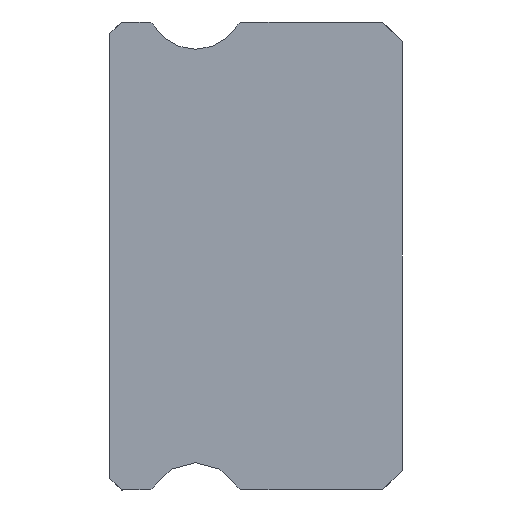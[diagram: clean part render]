
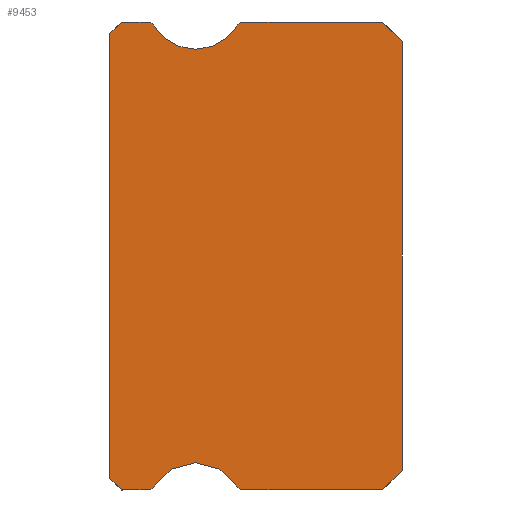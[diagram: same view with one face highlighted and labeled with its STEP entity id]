
A CAD part, left-side view. The second image highlights one B-rep face of the part: STEP entity #9453.
In plain terms, the highlighted planar face has unit normal (-1, 0, 0).
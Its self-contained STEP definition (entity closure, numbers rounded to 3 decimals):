
#63 = CIRCLE ( 'NONE', #9642, 1.25 ) ;
#228 = AXIS2_PLACEMENT_3D ( 'NONE', #6605, #533, #10339 ) ;
#341 = CARTESIAN_POINT ( 'NONE',  ( -15., 0., -5.5 ) ) ;
#392 = ORIENTED_EDGE ( 'NONE', *, *, #5702, .F. ) ;
#482 = ORIENTED_EDGE ( 'NONE', *, *, #2985, .T. ) ;
#533 = DIRECTION ( 'NONE',  ( 1., 0., 0. ) ) ;
#558 = ORIENTED_EDGE ( 'NONE', *, *, #5390, .F. ) ;
#563 = VERTEX_POINT ( 'NONE', #341 ) ;
#583 = DIRECTION ( 'NONE',  ( 0., 0., -1. ) ) ;
#707 = VERTEX_POINT ( 'NONE', #11302 ) ;
#828 = VECTOR ( 'NONE', #920, 1000. ) ;
#920 = DIRECTION ( 'NONE',  ( 0., -0.707, -0.707 ) ) ;
#1016 = VERTEX_POINT ( 'NONE', #5618 ) ;
#1075 = CIRCLE ( 'NONE', #2745, 0.15 ) ;
#1205 = ORIENTED_EDGE ( 'NONE', *, *, #1844, .F. ) ;
#1308 = VERTEX_POINT ( 'NONE', #11898 ) ;
#1362 = DIRECTION ( 'NONE',  ( 0., 0.707, -0.707 ) ) ;
#1436 = ORIENTED_EDGE ( 'NONE', *, *, #6637, .F. ) ;
#1646 = EDGE_CURVE ( 'NONE', #5659, #1016, #7976, .T. ) ;
#1653 = VECTOR ( 'NONE', #12407, 1000. ) ;
#1670 = CIRCLE ( 'NONE', #10810, 1.25 ) ;
#1724 = CARTESIAN_POINT ( 'NONE',  ( -15., 6.512, -5.85 ) ) ;
#1764 = CARTESIAN_POINT ( 'NONE',  ( -15., 7.2, -6. ) ) ;
#1844 = EDGE_CURVE ( 'NONE', #3664, #707, #63, .T. ) ;
#2052 = ORIENTED_EDGE ( 'NONE', *, *, #10809, .T. ) ;
#2102 = ORIENTED_EDGE ( 'NONE', *, *, #8547, .F. ) ;
#2112 = DIRECTION ( 'NONE',  ( 0., 1., 0. ) ) ;
#2143 = DIRECTION ( 'NONE',  ( 0., 0., 1. ) ) ;
#2210 = CARTESIAN_POINT ( 'NONE',  ( -15., 5.3, 6.55 ) ) ;
#2278 = CIRCLE ( 'NONE', #9993, 0.15 ) ;
#2365 = DIRECTION ( 'NONE',  ( 0., 0.707, -0.707 ) ) ;
#2401 = VERTEX_POINT ( 'NONE', #8141 ) ;
#2460 = VECTOR ( 'NONE', #11862, 1000. ) ;
#2496 = DIRECTION ( 'NONE',  ( 0., 0., -1. ) ) ;
#2745 = AXIS2_PLACEMENT_3D ( 'NONE', #7714, #4911, #4676 ) ;
#2752 = CARTESIAN_POINT ( 'NONE',  ( -15., 4.217, -5.925 ) ) ;
#2885 = VECTOR ( 'NONE', #2365, 1000. ) ;
#2978 = EDGE_CURVE ( 'NONE', #707, #2401, #1670, .T. ) ;
#2985 = EDGE_CURVE ( 'NONE', #563, #7301, #3405, .T. ) ;
#3018 = VERTEX_POINT ( 'NONE', #3461 ) ;
#3244 = CARTESIAN_POINT ( 'NONE',  ( -15., 7.5, 5.7 ) ) ;
#3318 = CARTESIAN_POINT ( 'NONE',  ( -15., 6.512, 5.85 ) ) ;
#3354 = VECTOR ( 'NONE', #1362, 1000. ) ;
#3405 = LINE ( 'NONE', #6182, #12451 ) ;
#3461 = CARTESIAN_POINT ( 'NONE',  ( -15., 6.383, -5.925 ) ) ;
#3554 = AXIS2_PLACEMENT_3D ( 'NONE', #3318, #3903, #4207 ) ;
#3556 = DIRECTION ( 'NONE',  ( -1., 0., 0. ) ) ;
#3614 = VERTEX_POINT ( 'NONE', #6845 ) ;
#3664 = VERTEX_POINT ( 'NONE', #10651 ) ;
#3845 = VERTEX_POINT ( 'NONE', #2752 ) ;
#3862 = EDGE_CURVE ( 'NONE', #5502, #7301, #5680, .T. ) ;
#3903 = DIRECTION ( 'NONE',  ( 1., 0., 0. ) ) ;
#4044 = LINE ( 'NONE', #9821, #2460 ) ;
#4207 = DIRECTION ( 'NONE',  ( 0., 0., -1. ) ) ;
#4301 = VECTOR ( 'NONE', #7654, 1000. ) ;
#4420 = CARTESIAN_POINT ( 'NONE',  ( -15., 6.512, -6. ) ) ;
#4477 = VERTEX_POINT ( 'NONE', #9136 ) ;
#4494 = CARTESIAN_POINT ( 'NONE',  ( -15., 5.3, -6.55 ) ) ;
#4656 = EDGE_LOOP ( 'NONE', ( #6695, #6510, #2052, #9157, #558, #392, #2102, #6623, #9362, #482, #9007, #1436, #10263, #12338, #1205, #10903, #10945 ) ) ;
#4670 = CARTESIAN_POINT ( 'NONE',  ( -15., 7.5, 5.85 ) ) ;
#4676 = DIRECTION ( 'NONE',  ( 0., 0., -1. ) ) ;
#4911 = DIRECTION ( 'NONE',  ( 1., 0., 0. ) ) ;
#5000 = CARTESIAN_POINT ( 'NONE',  ( -15., 7.2, 6. ) ) ;
#5013 = EDGE_CURVE ( 'NONE', #2401, #4477, #11851, .T. ) ;
#5133 = CIRCLE ( 'NONE', #228, 0.15 ) ;
#5194 = VERTEX_POINT ( 'NONE', #12003 ) ;
#5305 = EDGE_CURVE ( 'NONE', #563, #7964, #10069, .T. ) ;
#5390 = EDGE_CURVE ( 'NONE', #3018, #7051, #2278, .T. ) ;
#5400 = EDGE_CURVE ( 'NONE', #5194, #11920, #11335, .T. ) ;
#5502 = VERTEX_POINT ( 'NONE', #11133 ) ;
#5541 = EDGE_CURVE ( 'NONE', #5659, #3664, #5133, .T. ) ;
#5618 = CARTESIAN_POINT ( 'NONE',  ( -15., 7.2, 6. ) ) ;
#5659 = VERTEX_POINT ( 'NONE', #12119 ) ;
#5680 = LINE ( 'NONE', #8671, #4301 ) ;
#5702 = EDGE_CURVE ( 'NONE', #3845, #3018, #8782, .T. ) ;
#5900 = LINE ( 'NONE', #1764, #828 ) ;
#6031 = CARTESIAN_POINT ( 'NONE',  ( -15., 0., 5.5 ) ) ;
#6073 = EDGE_CURVE ( 'NONE', #1016, #11920, #8127, .T. ) ;
#6182 = CARTESIAN_POINT ( 'NONE',  ( -15., 0., 5.5 ) ) ;
#6215 = CARTESIAN_POINT ( 'NONE',  ( -15., 7.5, 5.7 ) ) ;
#6403 = DIRECTION ( 'NONE',  ( 1., 0., 0. ) ) ;
#6510 = ORIENTED_EDGE ( 'NONE', *, *, #5400, .F. ) ;
#6605 = CARTESIAN_POINT ( 'NONE',  ( -15., 6.512, 5.85 ) ) ;
#6623 = ORIENTED_EDGE ( 'NONE', *, *, #10531, .F. ) ;
#6637 = EDGE_CURVE ( 'NONE', #4477, #5502, #8494, .T. ) ;
#6695 = ORIENTED_EDGE ( 'NONE', *, *, #6073, .T. ) ;
#6845 = CARTESIAN_POINT ( 'NONE',  ( -15., 4.088, -6. ) ) ;
#7051 = VERTEX_POINT ( 'NONE', #4420 ) ;
#7055 = CARTESIAN_POINT ( 'NONE',  ( -15., 0.5, -6. ) ) ;
#7301 = VERTEX_POINT ( 'NONE', #6031 ) ;
#7342 = DIRECTION ( 'NONE',  ( 1., 0., 0. ) ) ;
#7475 = DIRECTION ( 'NONE',  ( -1., 0., 0. ) ) ;
#7654 = DIRECTION ( 'NONE',  ( 0., -0.707, -0.707 ) ) ;
#7714 = CARTESIAN_POINT ( 'NONE',  ( -15., 4.088, -5.85 ) ) ;
#7961 = CARTESIAN_POINT ( 'NONE',  ( -15., 0., -5.5 ) ) ;
#7964 = VERTEX_POINT ( 'NONE', #7055 ) ;
#7976 = LINE ( 'NONE', #5000, #10029 ) ;
#8127 = LINE ( 'NONE', #3244, #3354 ) ;
#8141 = CARTESIAN_POINT ( 'NONE',  ( -15., 4.217, 5.925 ) ) ;
#8494 = LINE ( 'NONE', #10383, #8920 ) ;
#8547 = EDGE_CURVE ( 'NONE', #3614, #3845, #1075, .T. ) ;
#8671 = CARTESIAN_POINT ( 'NONE',  ( -15., 0.5, 6. ) ) ;
#8782 = CIRCLE ( 'NONE', #9796, 1.25 ) ;
#8867 = DIRECTION ( 'NONE',  ( 0., -1., 0. ) ) ;
#8920 = VECTOR ( 'NONE', #10325, 1000. ) ;
#9007 = ORIENTED_EDGE ( 'NONE', *, *, #3862, .F. ) ;
#9136 = CARTESIAN_POINT ( 'NONE',  ( -15., 4.088, 6. ) ) ;
#9151 = DIRECTION ( 'NONE',  ( 0., 0., -1. ) ) ;
#9157 = ORIENTED_EDGE ( 'NONE', *, *, #9517, .T. ) ;
#9362 = ORIENTED_EDGE ( 'NONE', *, *, #5305, .F. ) ;
#9453 = ADVANCED_FACE ( 'NONE', ( #11890 ), #10042, .F. ) ;
#9517 = EDGE_CURVE ( 'NONE', #1308, #7051, #9528, .T. ) ;
#9528 = LINE ( 'NONE', #10831, #10635 ) ;
#9642 = AXIS2_PLACEMENT_3D ( 'NONE', #11287, #3556, #583 ) ;
#9796 = AXIS2_PLACEMENT_3D ( 'NONE', #4494, #7475, #10323 ) ;
#9821 = CARTESIAN_POINT ( 'NONE',  ( -15., 6.512, -6. ) ) ;
#9993 = AXIS2_PLACEMENT_3D ( 'NONE', #1724, #7342, #2496 ) ;
#10029 = VECTOR ( 'NONE', #2112, 1000. ) ;
#10042 = PLANE ( 'NONE',  #3554 ) ;
#10069 = LINE ( 'NONE', #7961, #2885 ) ;
#10263 = ORIENTED_EDGE ( 'NONE', *, *, #5013, .F. ) ;
#10323 = DIRECTION ( 'NONE',  ( 0., 0., -1. ) ) ;
#10325 = DIRECTION ( 'NONE',  ( 0., -1., 0. ) ) ;
#10339 = DIRECTION ( 'NONE',  ( 0., 0., -1. ) ) ;
#10383 = CARTESIAN_POINT ( 'NONE',  ( -15., 6.512, 6. ) ) ;
#10531 = EDGE_CURVE ( 'NONE', #7964, #3614, #4044, .T. ) ;
#10635 = VECTOR ( 'NONE', #8867, 1000. ) ;
#10651 = CARTESIAN_POINT ( 'NONE',  ( -15., 6.383, 5.925 ) ) ;
#10809 = EDGE_CURVE ( 'NONE', #5194, #1308, #5900, .T. ) ;
#10810 = AXIS2_PLACEMENT_3D ( 'NONE', #2210, #12100, #9151 ) ;
#10831 = CARTESIAN_POINT ( 'NONE',  ( -15., 6.512, -6. ) ) ;
#10903 = ORIENTED_EDGE ( 'NONE', *, *, #5541, .F. ) ;
#10945 = ORIENTED_EDGE ( 'NONE', *, *, #1646, .T. ) ;
#11035 = AXIS2_PLACEMENT_3D ( 'NONE', #11222, #6403, #12251 ) ;
#11133 = CARTESIAN_POINT ( 'NONE',  ( -15., 0.5, 6. ) ) ;
#11222 = CARTESIAN_POINT ( 'NONE',  ( -15., 4.088, 5.85 ) ) ;
#11287 = CARTESIAN_POINT ( 'NONE',  ( -15., 5.3, 6.55 ) ) ;
#11302 = CARTESIAN_POINT ( 'NONE',  ( -15., 5.3, 5.3 ) ) ;
#11335 = LINE ( 'NONE', #4670, #1653 ) ;
#11851 = CIRCLE ( 'NONE', #11035, 0.15 ) ;
#11862 = DIRECTION ( 'NONE',  ( 0., 1., 0. ) ) ;
#11890 = FACE_OUTER_BOUND ( 'NONE', #4656, .T. ) ;
#11898 = CARTESIAN_POINT ( 'NONE',  ( -15., 7.2, -6. ) ) ;
#11920 = VERTEX_POINT ( 'NONE', #6215 ) ;
#12003 = CARTESIAN_POINT ( 'NONE',  ( -15., 7.5, -5.7 ) ) ;
#12100 = DIRECTION ( 'NONE',  ( -1., 0., 0. ) ) ;
#12119 = CARTESIAN_POINT ( 'NONE',  ( -15., 6.512, 6. ) ) ;
#12251 = DIRECTION ( 'NONE',  ( 0., 0., -1. ) ) ;
#12338 = ORIENTED_EDGE ( 'NONE', *, *, #2978, .F. ) ;
#12407 = DIRECTION ( 'NONE',  ( 0., 0., 1. ) ) ;
#12451 = VECTOR ( 'NONE', #2143, 1000. ) ;
